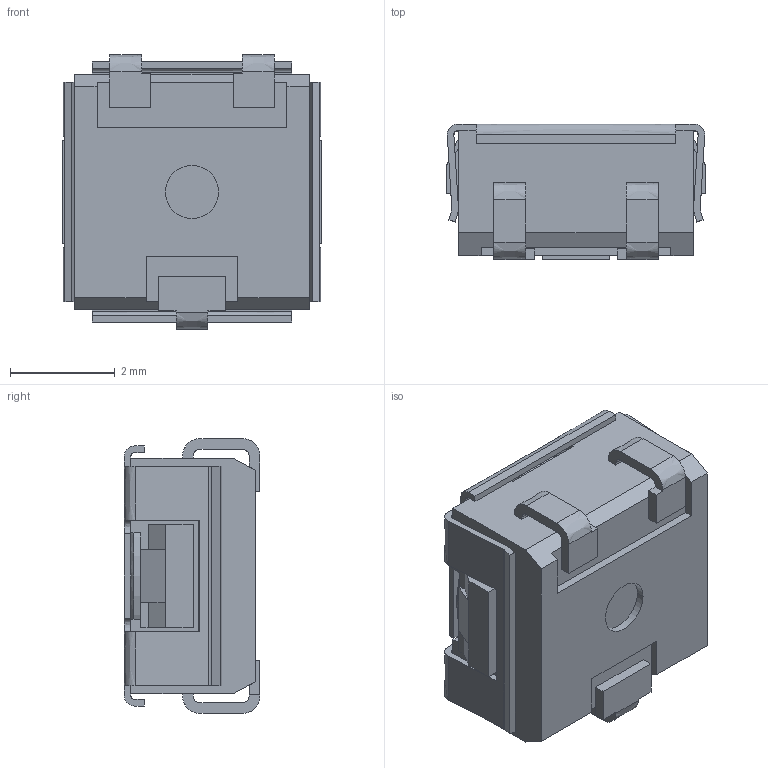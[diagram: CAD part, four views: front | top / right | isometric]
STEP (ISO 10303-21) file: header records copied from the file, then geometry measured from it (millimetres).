
FILE_DESCRIPTION((''),'2;1');
FILE_NAME('7814J_ASM','2012-03-27T',('minhn'),('Bourns, Inc.'),'PRO/ENGINEER BY PARAMETRIC TECHNOLOGY CORPORATION, 2001200','PRO/ENGINEER BY PARAMETRIC TECHNOLOGY CORPORATION, 2001200','');
FILE_SCHEMA(('AUTOMOTIVE_DESIGN_CC2 { 1 2 10303 214 -1 1 5 2 }'));
Length unit declared in the file: inch
Products named in the file (2): 3314J_HOUSING1; 7814J_ASM
Assembly tree (1 placements, depth 2):
  7814J_ASM
    3314J_HOUSING1
Bounding box: 4.95 x 2.59 x 5.26 mm (x, y, z)
Volume: 47.8 mm3; surface area: 184.9 mm2
Topology: 1 solids, 2 shells, 401 faces, 1135 edges, 745 vertices
Faces by surface type: bspline 401
Entity records: 17769 total; most frequent: CARTESIAN_POINT 4919, ORIENTED_EDGE 2270, DIRECTION 1301, PRESENTATION_STYLE_ASSIGNMENT 1144, STYLED_ITEM 1136, CURVE_STYLE 1135, EDGE_CURVE 1135, VECTOR 939
